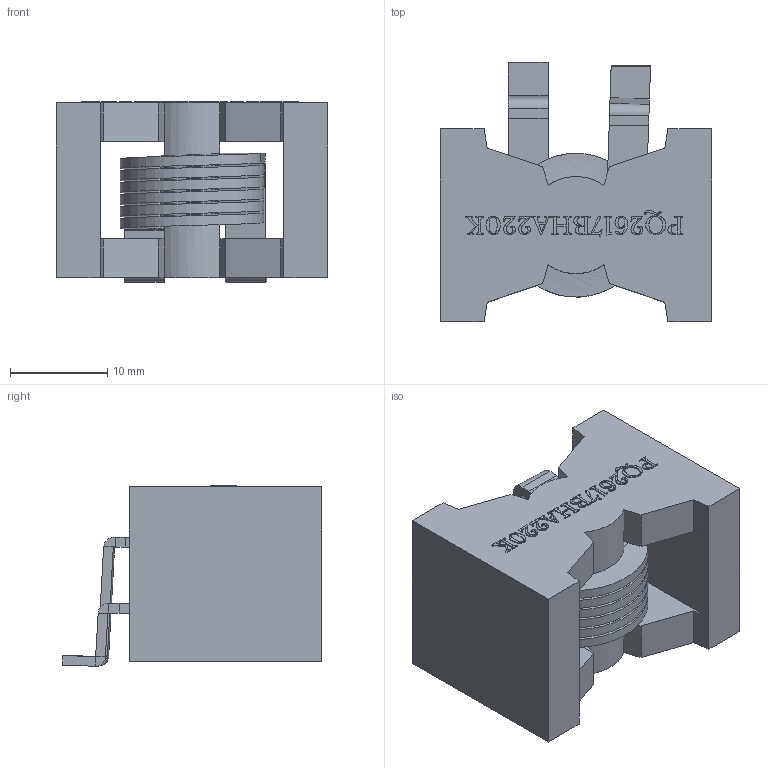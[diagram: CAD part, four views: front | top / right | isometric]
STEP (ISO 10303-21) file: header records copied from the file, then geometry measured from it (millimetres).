
FILE_DESCRIPTION(('FreeCAD Model'),'2;1');
FILE_NAME('Open CASCADE Shape Model','2021-06-22T20:55:39',('Author'),( ''),'Open CASCADE STEP processor 7.5','FreeCAD','Unknown');
FILE_SCHEMA(('AUTOMOTIVE_DESIGN { 1 0 10303 214 1 1 1 1 }'));
Length unit declared in the file: millimetre
Products named in the file (7): PQ2617BHA220K; Sketch010; Part; Core; Sweep; Sweep001; Extrude
Assembly tree (6 placements, depth 3):
  PQ2617BHA220K
    Sketch010
    Part
      Core
    Sweep
    Sweep001
    Extrude
Bounding box: 27.9 x 26.67 x 18.56 mm (x, y, z)
Volume: 6366.3 mm3; surface area: 5233.1 mm2
Topology: 16 solids, 16 shells, 692 faces, 1994 edges, 1310 vertices
Faces by surface type: extrusion 411, plane 228, bspline 31, cylinder 16, revolution 6
Entity records: 53761 total; most frequent: CARTESIAN_POINT 17617, DIRECTION 4867, VECTOR 4313, ORIENTED_EDGE 3976, PCURVE 3976, DEFINITIONAL_REPRESENTATION 3976, LINE 3902, B_SPLINE_CURVE_WITH_KNOTS 2452
